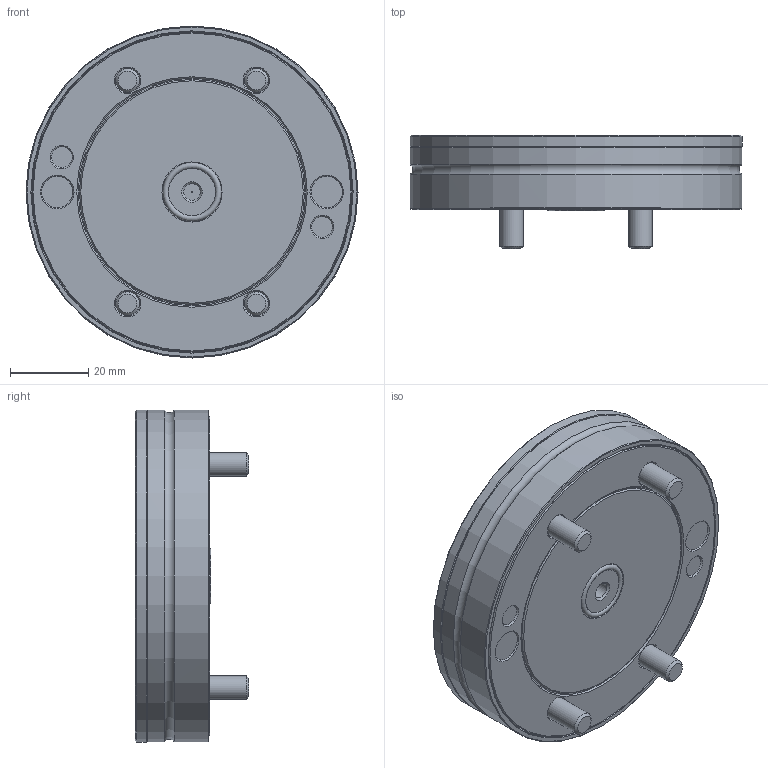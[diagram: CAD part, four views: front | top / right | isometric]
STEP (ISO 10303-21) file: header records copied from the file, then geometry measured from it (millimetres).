
FILE_DESCRIPTION (( 'STEP AP214' ), '1' );
FILE_NAME ('STARK_7000 119_B.STEP', '2020-11-20T09:24:08', ( '' ), ( '' ), 'SwSTEP 2.0', 'SolidWorks 2019', '' );
FILE_SCHEMA (( 'AUTOMOTIVE_DESIGN' ));
Length unit declared in the file: millimetre
Products named in the file (1): STARK_7000 119_B
Bounding box: 85 x 29 x 85 mm (x, y, z)
Volume: 100106.6 mm3; surface area: 19802.6 mm2
Topology: 1 solids, 11 shells, 269 faces, 566 edges, 360 vertices
Faces by surface type: cylinder 67, plane 66, bspline 66, torus 35, cone 35
Full cylindrical faces by diameter (mm): 0.4 x1, 4.1 x3, 4.2 x1, 5.58 x1, 6 x6, 6.1 x2, 6.2 x4, 6.98 x3, 7 x3, 8 x4, 8.2 x2, 11 x4, 12 x1, 15.4 x1, 25 x1, 26.5 x1, 84.9 x2, 85 x1
Entity records: 11354 total; most frequent: CARTESIAN_POINT 4656, DIRECTION 976, ORIENTED_EDGE 912, AXIS2_PLACEMENT_3D 478, EDGE_CURVE 456, EDGE_LOOP 384, VERTEX_POINT 322, FACE_OUTER_BOUND 315
